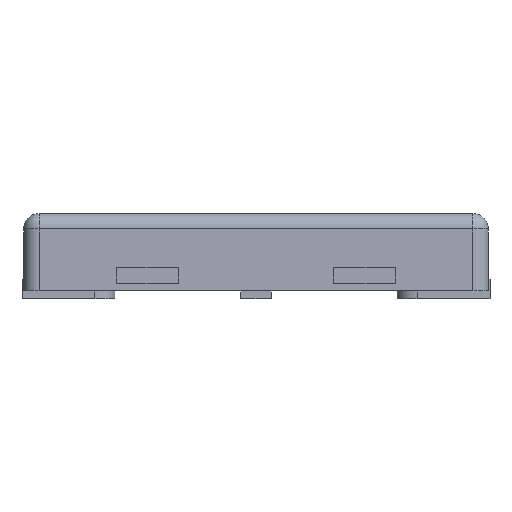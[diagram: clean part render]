
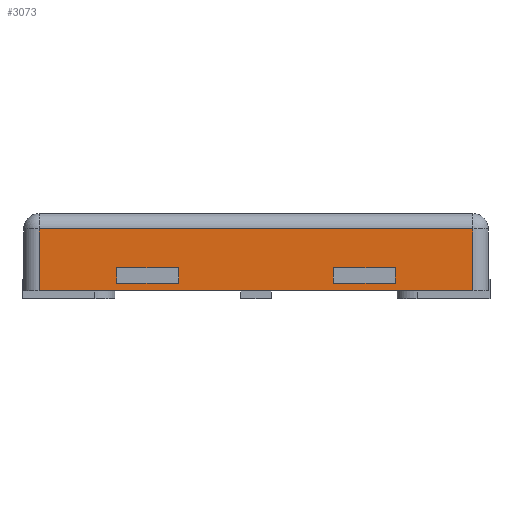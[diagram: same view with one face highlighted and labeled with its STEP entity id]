
A CAD part, front view. The second image highlights one B-rep face of the part: STEP entity #3073.
In plain terms, the highlighted planar face has unit normal (0, -1, 0).
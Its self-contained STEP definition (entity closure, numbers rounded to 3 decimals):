
#40 = VERTEX_POINT ( 'NONE', #36330 ) ;
#291 = CARTESIAN_POINT ( 'NONE',  ( 1.4, -2., 0.45 ) ) ;
#1092 = ORIENTED_EDGE ( 'NONE', *, *, #14161, .F. ) ;
#1339 = VERTEX_POINT ( 'NONE', #10343 ) ;
#1996 = EDGE_CURVE ( 'NONE', #9468, #34596, #39161, .T. ) ;
#2191 = VERTEX_POINT ( 'NONE', #33179 ) ;
#3073 = ADVANCED_FACE ( 'NONE', ( #8088, #30915, #28387 ), #31955, .F. ) ;
#3320 = ORIENTED_EDGE ( 'NONE', *, *, #40560, .T. ) ;
#3461 = DIRECTION ( 'NONE',  ( -1., 0., 0. ) ) ;
#4436 = DIRECTION ( 'NONE',  ( 1., 0., 0. ) ) ;
#4533 = CARTESIAN_POINT ( 'NONE',  ( -1.5, -2., 0.2 ) ) ;
#4552 = CARTESIAN_POINT ( 'NONE',  ( -1.5, -2., 0.1 ) ) ;
#4631 = DIRECTION ( 'NONE',  ( 0., 0., -1. ) ) ;
#8009 = EDGE_CURVE ( 'NONE', #2191, #9468, #13732, .T. ) ;
#8088 = FACE_BOUND ( 'NONE', #26673, .T. ) ;
#8198 = VERTEX_POINT ( 'NONE', #37155 ) ;
#8527 = VERTEX_POINT ( 'NONE', #8775 ) ;
#8775 = CARTESIAN_POINT ( 'NONE',  ( 1.4, -2., 0.05 ) ) ;
#8785 = CARTESIAN_POINT ( 'NONE',  ( 0.5, -2., 0.1 ) ) ;
#9265 = EDGE_CURVE ( 'NONE', #31975, #8198, #22232, .T. ) ;
#9314 = DIRECTION ( 'NONE',  ( 0., 0., 1. ) ) ;
#9368 = ORIENTED_EDGE ( 'NONE', *, *, #8009, .F. ) ;
#9468 = VERTEX_POINT ( 'NONE', #26379 ) ;
#9639 = LINE ( 'NONE', #4552, #18118 ) ;
#10343 = CARTESIAN_POINT ( 'NONE',  ( -0.9, -2., 0.2 ) ) ;
#10487 = VECTOR ( 'NONE', #13167, 1000. ) ;
#10554 = EDGE_CURVE ( 'NONE', #37817, #1339, #23603, .T. ) ;
#11428 = LINE ( 'NONE', #30690, #37819 ) ;
#11866 = EDGE_LOOP ( 'NONE', ( #24284, #22955, #39147, #17676 ) ) ;
#12232 = LINE ( 'NONE', #28119, #28685 ) ;
#12693 = CARTESIAN_POINT ( 'NONE',  ( -1.5, -2., 0.55 ) ) ;
#13136 = CARTESIAN_POINT ( 'NONE',  ( -0.5, -2., 0.2 ) ) ;
#13167 = DIRECTION ( 'NONE',  ( 0., 0., -1. ) ) ;
#13732 = LINE ( 'NONE', #26503, #32815 ) ;
#14161 = EDGE_CURVE ( 'NONE', #1339, #32380, #30996, .T. ) ;
#14302 = VERTEX_POINT ( 'NONE', #24216 ) ;
#14482 = CARTESIAN_POINT ( 'NONE',  ( 0.9, -2., 0.1 ) ) ;
#14824 = VECTOR ( 'NONE', #24546, 1000. ) ;
#15229 = ORIENTED_EDGE ( 'NONE', *, *, #10554, .F. ) ;
#15788 = EDGE_CURVE ( 'NONE', #20374, #2191, #26386, .T. ) ;
#16193 = EDGE_CURVE ( 'NONE', #20374, #34596, #11428, .T. ) ;
#17147 = CARTESIAN_POINT ( 'NONE',  ( 0.9, -2., 0.55 ) ) ;
#17676 = ORIENTED_EDGE ( 'NONE', *, *, #23485, .T. ) ;
#17704 = DIRECTION ( 'NONE',  ( -1., 0., 0. ) ) ;
#18118 = VECTOR ( 'NONE', #29897, 1000. ) ;
#18674 = DIRECTION ( 'NONE',  ( -1., 0., 0. ) ) ;
#18874 = LINE ( 'NONE', #31655, #14824 ) ;
#19020 = VECTOR ( 'NONE', #32864, 1000. ) ;
#19782 = EDGE_LOOP ( 'NONE', ( #9368, #41480, #20033, #37012 ) ) ;
#20033 = ORIENTED_EDGE ( 'NONE', *, *, #16193, .T. ) ;
#20374 = VERTEX_POINT ( 'NONE', #14482 ) ;
#20861 = VECTOR ( 'NONE', #26744, 1000. ) ;
#22232 = LINE ( 'NONE', #37580, #25929 ) ;
#22289 = VECTOR ( 'NONE', #4631, 1000. ) ;
#22955 = ORIENTED_EDGE ( 'NONE', *, *, #28110, .T. ) ;
#23485 = EDGE_CURVE ( 'NONE', #8198, #40, #31819, .T. ) ;
#23603 = LINE ( 'NONE', #4533, #26708 ) ;
#23706 = CARTESIAN_POINT ( 'NONE',  ( -0.9, -2., 0.55 ) ) ;
#24216 = CARTESIAN_POINT ( 'NONE',  ( -0.5, -2., 0.1 ) ) ;
#24284 = ORIENTED_EDGE ( 'NONE', *, *, #25291, .T. ) ;
#24546 = DIRECTION ( 'NONE',  ( 0., 0., 1. ) ) ;
#25291 = EDGE_CURVE ( 'NONE', #40, #8527, #26025, .T. ) ;
#25867 = EDGE_CURVE ( 'NONE', #14302, #37817, #12232, .T. ) ;
#25929 = VECTOR ( 'NONE', #18674, 1000. ) ;
#26025 = LINE ( 'NONE', #36310, #29986 ) ;
#26379 = CARTESIAN_POINT ( 'NONE',  ( 0.5, -2., 0.2 ) ) ;
#26386 = LINE ( 'NONE', #17147, #19020 ) ;
#26503 = CARTESIAN_POINT ( 'NONE',  ( -1.5, -2., 0.2 ) ) ;
#26673 = EDGE_LOOP ( 'NONE', ( #15229, #36071, #3320, #1092 ) ) ;
#26708 = VECTOR ( 'NONE', #17704, 1000. ) ;
#26744 = DIRECTION ( 'NONE',  ( 0., 0., -1. ) ) ;
#28110 = EDGE_CURVE ( 'NONE', #8527, #31975, #18874, .T. ) ;
#28119 = CARTESIAN_POINT ( 'NONE',  ( -0.5, -2., 0.55 ) ) ;
#28387 = FACE_BOUND ( 'NONE', #19782, .T. ) ;
#28685 = VECTOR ( 'NONE', #37400, 1000. ) ;
#29897 = DIRECTION ( 'NONE',  ( -1., 0., 0. ) ) ;
#29986 = VECTOR ( 'NONE', #4436, 1000. ) ;
#30081 = CARTESIAN_POINT ( 'NONE',  ( -0.9, -2., 0.1 ) ) ;
#30690 = CARTESIAN_POINT ( 'NONE',  ( -1.5, -2., 0.1 ) ) ;
#30915 = FACE_OUTER_BOUND ( 'NONE', #11866, .T. ) ;
#30996 = LINE ( 'NONE', #23706, #22289 ) ;
#31325 = DIRECTION ( 'NONE',  ( 0., 1., 0. ) ) ;
#31655 = CARTESIAN_POINT ( 'NONE',  ( 1.4, -2., 0.55 ) ) ;
#31819 = LINE ( 'NONE', #37939, #10487 ) ;
#31955 = PLANE ( 'NONE',  #36409 ) ;
#31975 = VERTEX_POINT ( 'NONE', #291 ) ;
#32380 = VERTEX_POINT ( 'NONE', #30081 ) ;
#32815 = VECTOR ( 'NONE', #3461, 1000. ) ;
#32864 = DIRECTION ( 'NONE',  ( 0., 0., 1. ) ) ;
#33179 = CARTESIAN_POINT ( 'NONE',  ( 0.9, -2., 0.2 ) ) ;
#34596 = VERTEX_POINT ( 'NONE', #8785 ) ;
#36071 = ORIENTED_EDGE ( 'NONE', *, *, #25867, .F. ) ;
#36310 = CARTESIAN_POINT ( 'NONE',  ( -1.5, -2., 0.05 ) ) ;
#36330 = CARTESIAN_POINT ( 'NONE',  ( -1.4, -2., 0.05 ) ) ;
#36409 = AXIS2_PLACEMENT_3D ( 'NONE', #12693, #31325, #9314 ) ;
#36596 = CARTESIAN_POINT ( 'NONE',  ( 0.5, -2., 0.55 ) ) ;
#36816 = DIRECTION ( 'NONE',  ( -1., 0., 0. ) ) ;
#37012 = ORIENTED_EDGE ( 'NONE', *, *, #1996, .F. ) ;
#37155 = CARTESIAN_POINT ( 'NONE',  ( -1.4, -2., 0.45 ) ) ;
#37400 = DIRECTION ( 'NONE',  ( 0., 0., 1. ) ) ;
#37580 = CARTESIAN_POINT ( 'NONE',  ( -1.5, -2., 0.45 ) ) ;
#37817 = VERTEX_POINT ( 'NONE', #13136 ) ;
#37819 = VECTOR ( 'NONE', #36816, 1000. ) ;
#37939 = CARTESIAN_POINT ( 'NONE',  ( -1.4, -2., 0.55 ) ) ;
#39147 = ORIENTED_EDGE ( 'NONE', *, *, #9265, .T. ) ;
#39161 = LINE ( 'NONE', #36596, #20861 ) ;
#40560 = EDGE_CURVE ( 'NONE', #14302, #32380, #9639, .T. ) ;
#41480 = ORIENTED_EDGE ( 'NONE', *, *, #15788, .F. ) ;
